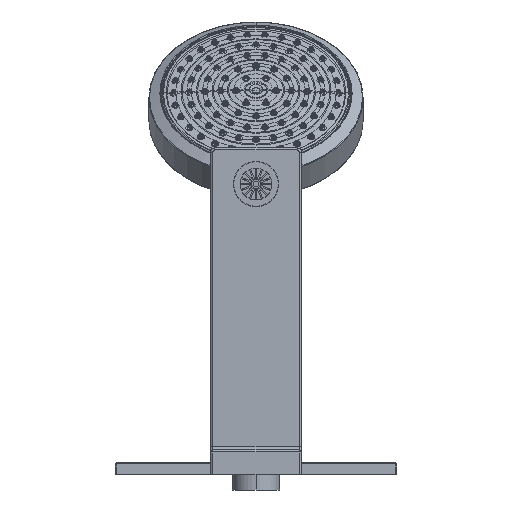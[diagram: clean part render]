
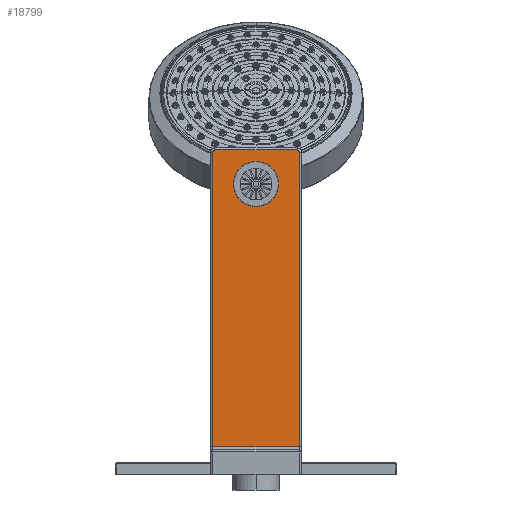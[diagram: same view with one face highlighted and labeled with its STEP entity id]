
A CAD part, front view. The second image highlights one B-rep face of the part: STEP entity #18799.
In plain terms, the highlighted planar face has unit normal (0, -1, 0).
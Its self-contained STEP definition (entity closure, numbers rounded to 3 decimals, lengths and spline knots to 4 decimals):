
#16039=DIRECTION('',(0.,0.,1.));
#16040=VECTOR('',#16039,8.132);
#16041=CARTESIAN_POINT('',(-1.19,-7.57,0.75));
#16042=LINE('',#16041,#16040);
#16046=CARTESIAN_POINT('',(-1.132,-7.57,8.882));
#16047=DIRECTION('',(0.,1.,0.));
#16048=DIRECTION('',(-1.,0.,0.));
#16049=AXIS2_PLACEMENT_3D('',#16046,#16047,#16048);
#16054=DIRECTION('',(1.,0.,0.));
#16055=VECTOR('',#16054,2.264);
#16056=CARTESIAN_POINT('',(-1.132,-7.57,8.94));
#16057=LINE('',#16056,#16055);
#16061=CARTESIAN_POINT('',(1.132,-7.57,8.882));
#16062=DIRECTION('',(0.,1.,0.));
#16063=DIRECTION('',(0.,0.,1.));
#16064=AXIS2_PLACEMENT_3D('',#16061,#16062,#16063);
#16069=DIRECTION('',(0.,0.,-1.));
#16070=VECTOR('',#16069,8.132);
#16071=CARTESIAN_POINT('',(1.19,-7.57,8.882));
#16072=LINE('',#16071,#16070);
#16076=DIRECTION('',(1.,0.,0.));
#16077=VECTOR('',#16076,2.38);
#16078=CARTESIAN_POINT('',(-1.19,-7.57,0.75));
#16079=LINE('',#16078,#16077);
#16083=CARTESIAN_POINT('',(0.,-7.57,8.));
#16084=DIRECTION('',(0.,-1.,0.));
#16085=DIRECTION('',(1.,0.,0.));
#16086=AXIS2_PLACEMENT_3D('',#16083,#16084,#16085);
#16091=CARTESIAN_POINT('',(0.,-7.57,8.));
#16092=DIRECTION('',(0.,-1.,0.));
#16093=DIRECTION('',(-1.,0.,0.));
#16094=AXIS2_PLACEMENT_3D('',#16091,#16092,#16093);
#17872=CARTESIAN_POINT('',(-1.19,-7.57,0.75));
#17873=VERTEX_POINT('',#17872);
#17876=CARTESIAN_POINT('',(-1.19,-7.57,8.882));
#17877=VERTEX_POINT('',#17876);
#17880=CARTESIAN_POINT('',(-1.132,-7.57,8.94));
#17881=VERTEX_POINT('',#17880);
#17884=CARTESIAN_POINT('',(1.132,-7.57,8.94));
#17885=VERTEX_POINT('',#17884);
#17888=CARTESIAN_POINT('',(1.19,-7.57,8.882));
#17889=VERTEX_POINT('',#17888);
#17892=CARTESIAN_POINT('',(1.19,-7.57,0.75));
#17893=VERTEX_POINT('',#17892);
#17936=CARTESIAN_POINT('',(0.625,-7.57,8.));
#17937=CARTESIAN_POINT('',(-0.625,-7.57,8.));
#17938=VERTEX_POINT('',#17936);
#17939=VERTEX_POINT('',#17937);
#18775=CARTESIAN_POINT('',(-1.25,-7.57,9.));
#18776=DIRECTION('',(0.,-1.,0.));
#18777=DIRECTION('',(0.,0.,-1.));
#18778=AXIS2_PLACEMENT_3D('',#18775,#18776,#18777);
#18779=PLANE('',#18778);
#18781=ORIENTED_EDGE('',*,*,#18780,.T.);
#18783=ORIENTED_EDGE('',*,*,#18782,.T.);
#18785=ORIENTED_EDGE('',*,*,#18784,.T.);
#18787=ORIENTED_EDGE('',*,*,#18786,.T.);
#18789=ORIENTED_EDGE('',*,*,#18788,.T.);
#18791=ORIENTED_EDGE('',*,*,#18790,.F.);
#18792=EDGE_LOOP('',(#18781,#18783,#18785,#18787,#18789,#18791));
#18793=FACE_OUTER_BOUND('',#18792,.F.);
#18794=ORIENTED_EDGE('',*,*,#18758,.T.);
#18796=ORIENTED_EDGE('',*,*,#18795,.T.);
#18797=EDGE_LOOP('',(#18794,#18796));
#18798=FACE_BOUND('',#18797,.F.);
#16050=CIRCLE('',#16049,0.058);
#16065=CIRCLE('',#16064,0.058);
#16087=CIRCLE('',#16086,0.625);
#16095=CIRCLE('',#16094,0.625);
#18758=EDGE_CURVE('',#17938,#17939,#16087,.T.);
#18780=EDGE_CURVE('',#17873,#17877,#16042,.T.);
#18782=EDGE_CURVE('',#17877,#17881,#16050,.T.);
#18784=EDGE_CURVE('',#17881,#17885,#16057,.T.);
#18786=EDGE_CURVE('',#17885,#17889,#16065,.T.);
#18788=EDGE_CURVE('',#17889,#17893,#16072,.T.);
#18790=EDGE_CURVE('',#17873,#17893,#16079,.T.);
#18795=EDGE_CURVE('',#17939,#17938,#16095,.T.);
#18799=ADVANCED_FACE('',(#18793,#18798),#18779,.T.);
